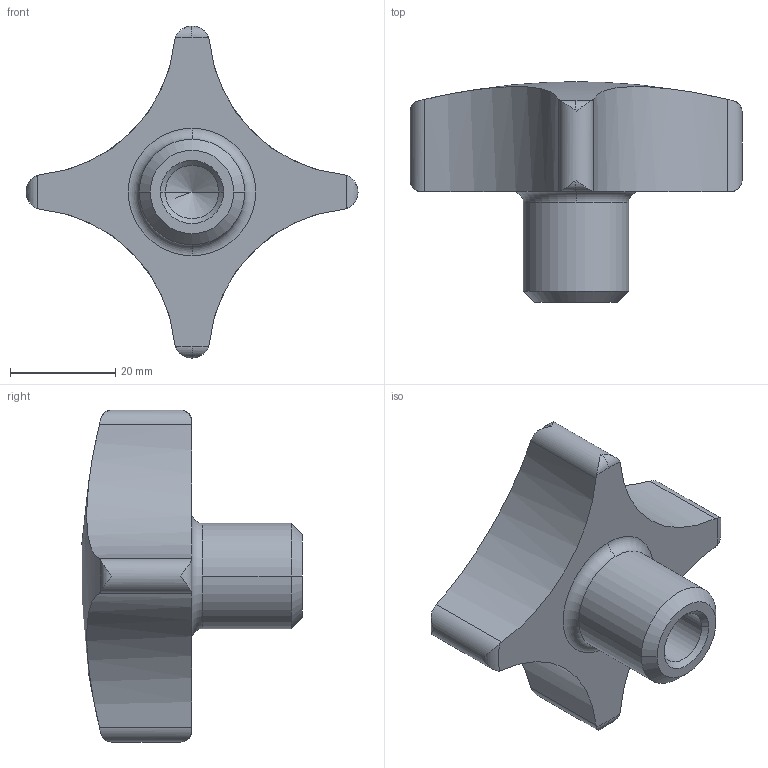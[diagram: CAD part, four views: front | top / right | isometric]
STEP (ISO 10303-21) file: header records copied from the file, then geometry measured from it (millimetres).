
FILE_DESCRIPTION( ( '' ), '1' );
FILE_NAME( 'K0146.5063122_E.stp', '2012-11-01T11:50:43', ( '' ), ( '' ), ' ', ' ', ' ' );
FILE_SCHEMA( ( 'CONFIG_CONTROL_DESIGN' ) );
Length unit declared in the file: millimetre
Products named in the file (1): 1
Bounding box: 63 x 41.85 x 63 mm (x, y, z)
Volume: 32673.4 mm3; surface area: 8430.8 mm2
Topology: 1 solids, 1 shells, 35 faces, 95 edges, 62 vertices
Faces by surface type: torus 14, cylinder 12, cone 6, plane 2, sphere 1
Entity records: 1442 total; most frequent: CARTESIAN_POINT 531, ORIENTED_EDGE 186, DIRECTION 184, EDGE_CURVE 93, AXIS2_PLACEMENT_3D 83, VERTEX_POINT 62, CIRCLE 47, EDGE_LOOP 37
